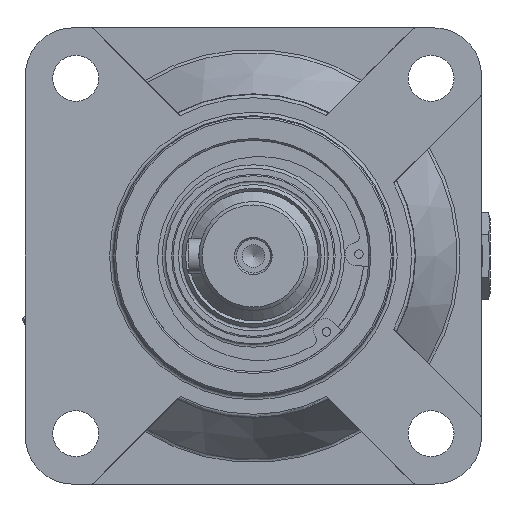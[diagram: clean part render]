
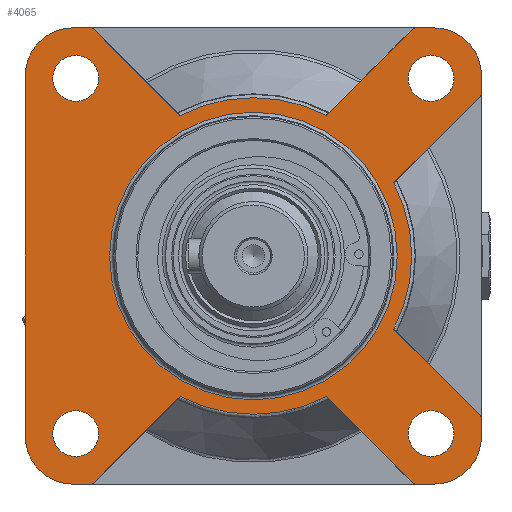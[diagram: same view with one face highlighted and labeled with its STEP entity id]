
A CAD part, left-side view. The second image highlights one B-rep face of the part: STEP entity #4065.
In plain terms, the highlighted planar face has unit normal (-1, 0, 0).
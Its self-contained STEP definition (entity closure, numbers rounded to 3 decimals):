
#477=LINE('',#7103,#651);
#478=LINE('',#7107,#652);
#479=LINE('',#7111,#653);
#480=LINE('',#7115,#654);
#481=LINE('',#7119,#655);
#482=LINE('',#7123,#656);
#483=LINE('',#7127,#657);
#484=LINE('',#7131,#658);
#485=LINE('',#7135,#659);
#486=LINE('',#7139,#660);
#487=LINE('',#7143,#661);
#488=LINE('',#7147,#662);
#489=LINE('',#7151,#663);
#651=VECTOR('',#5607,1000.);
#652=VECTOR('',#5610,1000.);
#653=VECTOR('',#5613,1000.);
#654=VECTOR('',#5616,1000.);
#655=VECTOR('',#5619,1000.);
#656=VECTOR('',#5622,1000.);
#657=VECTOR('',#5625,1000.);
#658=VECTOR('',#5628,1000.);
#659=VECTOR('',#5631,1000.);
#660=VECTOR('',#5634,1000.);
#661=VECTOR('',#5637,1000.);
#662=VECTOR('',#5640,1000.);
#663=VECTOR('',#5643,1000.);
#1435=ORIENTED_EDGE('',*,*,#2125,.F.);
#1436=ORIENTED_EDGE('',*,*,#2126,.F.);
#1437=ORIENTED_EDGE('',*,*,#2127,.F.);
#1438=ORIENTED_EDGE('',*,*,#2128,.F.);
#1439=ORIENTED_EDGE('',*,*,#2129,.F.);
#1440=ORIENTED_EDGE('',*,*,#2130,.F.);
#1441=ORIENTED_EDGE('',*,*,#2131,.F.);
#1442=ORIENTED_EDGE('',*,*,#2132,.F.);
#1443=ORIENTED_EDGE('',*,*,#2133,.F.);
#1444=ORIENTED_EDGE('',*,*,#2134,.F.);
#1445=ORIENTED_EDGE('',*,*,#2135,.F.);
#1446=ORIENTED_EDGE('',*,*,#2136,.F.);
#1447=ORIENTED_EDGE('',*,*,#2137,.F.);
#1448=ORIENTED_EDGE('',*,*,#2138,.F.);
#1449=ORIENTED_EDGE('',*,*,#2139,.F.);
#1450=ORIENTED_EDGE('',*,*,#2140,.F.);
#1451=ORIENTED_EDGE('',*,*,#2141,.F.);
#1452=ORIENTED_EDGE('',*,*,#2142,.F.);
#1453=ORIENTED_EDGE('',*,*,#2143,.F.);
#1454=ORIENTED_EDGE('',*,*,#2144,.F.);
#1455=ORIENTED_EDGE('',*,*,#2145,.F.);
#1456=ORIENTED_EDGE('',*,*,#2146,.F.);
#1457=ORIENTED_EDGE('',*,*,#2147,.F.);
#1458=ORIENTED_EDGE('',*,*,#2148,.F.);
#1459=ORIENTED_EDGE('',*,*,#2149,.F.);
#1460=ORIENTED_EDGE('',*,*,#2150,.F.);
#1461=ORIENTED_EDGE('',*,*,#2151,.T.);
#1462=ORIENTED_EDGE('',*,*,#2152,.T.);
#1463=ORIENTED_EDGE('',*,*,#2153,.T.);
#1464=ORIENTED_EDGE('',*,*,#2154,.T.);
#1465=ORIENTED_EDGE('',*,*,#2155,.T.);
#2125=EDGE_CURVE('',#2551,#2552,#2844,.T.);
#2126=EDGE_CURVE('',#2553,#2551,#477,.T.);
#2127=EDGE_CURVE('',#2554,#2553,#2845,.T.);
#2128=EDGE_CURVE('',#2555,#2554,#478,.T.);
#2129=EDGE_CURVE('',#2556,#2555,#2846,.T.);
#2130=EDGE_CURVE('',#2557,#2556,#479,.T.);
#2131=EDGE_CURVE('',#2558,#2557,#2847,.T.);
#2132=EDGE_CURVE('',#2559,#2558,#480,.T.);
#2133=EDGE_CURVE('',#2560,#2559,#2848,.T.);
#2134=EDGE_CURVE('',#2561,#2560,#481,.T.);
#2135=EDGE_CURVE('',#2562,#2561,#2849,.T.);
#2136=EDGE_CURVE('',#2563,#2562,#482,.T.);
#2137=EDGE_CURVE('',#2564,#2563,#2850,.T.);
#2138=EDGE_CURVE('',#2565,#2564,#483,.T.);
#2139=EDGE_CURVE('',#2566,#2565,#2851,.T.);
#2140=EDGE_CURVE('',#2567,#2566,#484,.T.);
#2141=EDGE_CURVE('',#2568,#2567,#2852,.T.);
#2142=EDGE_CURVE('',#2569,#2568,#485,.T.);
#2143=EDGE_CURVE('',#2570,#2569,#2853,.T.);
#2144=EDGE_CURVE('',#2571,#2570,#486,.T.);
#2145=EDGE_CURVE('',#2572,#2571,#2854,.T.);
#2146=EDGE_CURVE('',#2573,#2572,#487,.T.);
#2147=EDGE_CURVE('',#2574,#2573,#2855,.T.);
#2148=EDGE_CURVE('',#2575,#2574,#488,.T.);
#2149=EDGE_CURVE('',#2576,#2575,#2856,.T.);
#2150=EDGE_CURVE('',#2552,#2576,#489,.T.);
#2151=EDGE_CURVE('',#2577,#2577,#2857,.T.);
#2152=EDGE_CURVE('',#2578,#2578,#2858,.T.);
#2153=EDGE_CURVE('',#2579,#2579,#2859,.T.);
#2154=EDGE_CURVE('',#2580,#2580,#2860,.T.);
#2155=EDGE_CURVE('',#2581,#2581,#2861,.T.);
#2551=VERTEX_POINT('',#7101);
#2552=VERTEX_POINT('',#7102);
#2553=VERTEX_POINT('',#7104);
#2554=VERTEX_POINT('',#7106);
#2555=VERTEX_POINT('',#7108);
#2556=VERTEX_POINT('',#7110);
#2557=VERTEX_POINT('',#7112);
#2558=VERTEX_POINT('',#7114);
#2559=VERTEX_POINT('',#7116);
#2560=VERTEX_POINT('',#7118);
#2561=VERTEX_POINT('',#7120);
#2562=VERTEX_POINT('',#7122);
#2563=VERTEX_POINT('',#7124);
#2564=VERTEX_POINT('',#7126);
#2565=VERTEX_POINT('',#7128);
#2566=VERTEX_POINT('',#7130);
#2567=VERTEX_POINT('',#7132);
#2568=VERTEX_POINT('',#7134);
#2569=VERTEX_POINT('',#7136);
#2570=VERTEX_POINT('',#7138);
#2571=VERTEX_POINT('',#7140);
#2572=VERTEX_POINT('',#7142);
#2573=VERTEX_POINT('',#7144);
#2574=VERTEX_POINT('',#7146);
#2575=VERTEX_POINT('',#7148);
#2576=VERTEX_POINT('',#7150);
#2577=VERTEX_POINT('',#7153);
#2578=VERTEX_POINT('',#7155);
#2579=VERTEX_POINT('',#7157);
#2580=VERTEX_POINT('',#7159);
#2581=VERTEX_POINT('',#7161);
#2844=CIRCLE('',#4583,46.5);
#2845=CIRCLE('',#4584,1.);
#2846=CIRCLE('',#4585,14.);
#2847=CIRCLE('',#4586,14.);
#2848=CIRCLE('',#4587,1.);
#2849=CIRCLE('',#4588,46.5);
#2850=CIRCLE('',#4589,1.);
#2851=CIRCLE('',#4590,14.);
#2852=CIRCLE('',#4591,1.);
#2853=CIRCLE('',#4592,46.5);
#2854=CIRCLE('',#4593,1.);
#2855=CIRCLE('',#4594,14.);
#2856=CIRCLE('',#4595,1.);
#2857=CIRCLE('',#4596,6.75);
#2858=CIRCLE('',#4597,6.75);
#2859=CIRCLE('',#4598,6.75);
#2860=CIRCLE('',#4599,6.75);
#2861=CIRCLE('',#4600,42.25);
#3214=EDGE_LOOP('',(#1435,#1436,#1437,#1438,#1439,#1440,#1441,#1442,#1443,
#1444,#1445,#1446,#1447,#1448,#1449,#1450,#1451,#1452,#1453,#1454,#1455,
#1456,#1457,#1458,#1459,#1460));
#3215=EDGE_LOOP('',(#1461));
#3216=EDGE_LOOP('',(#1462));
#3217=EDGE_LOOP('',(#1463));
#3218=EDGE_LOOP('',(#1464));
#3219=EDGE_LOOP('',(#1465));
#3638=FACE_BOUND('',#3214,.T.);
#3639=FACE_BOUND('',#3215,.T.);
#3640=FACE_BOUND('',#3216,.T.);
#3641=FACE_BOUND('',#3217,.T.);
#3642=FACE_BOUND('',#3218,.T.);
#3643=FACE_BOUND('',#3219,.T.);
#3856=PLANE('',#4582);
#4065=ADVANCED_FACE('',(#3638,#3639,#3640,#3641,#3642,#3643),#3856,.F.);
#4582=AXIS2_PLACEMENT_3D('',#7099,#5603,#5604);
#4583=AXIS2_PLACEMENT_3D('',#7100,#5605,#5606);
#4584=AXIS2_PLACEMENT_3D('',#7105,#5608,#5609);
#4585=AXIS2_PLACEMENT_3D('',#7109,#5611,#5612);
#4586=AXIS2_PLACEMENT_3D('',#7113,#5614,#5615);
#4587=AXIS2_PLACEMENT_3D('',#7117,#5617,#5618);
#4588=AXIS2_PLACEMENT_3D('',#7121,#5620,#5621);
#4589=AXIS2_PLACEMENT_3D('',#7125,#5623,#5624);
#4590=AXIS2_PLACEMENT_3D('',#7129,#5626,#5627);
#4591=AXIS2_PLACEMENT_3D('',#7133,#5629,#5630);
#4592=AXIS2_PLACEMENT_3D('',#7137,#5632,#5633);
#4593=AXIS2_PLACEMENT_3D('',#7141,#5635,#5636);
#4594=AXIS2_PLACEMENT_3D('',#7145,#5638,#5639);
#4595=AXIS2_PLACEMENT_3D('',#7149,#5641,#5642);
#4596=AXIS2_PLACEMENT_3D('',#7152,#5644,#5645);
#4597=AXIS2_PLACEMENT_3D('',#7154,#5646,#5647);
#4598=AXIS2_PLACEMENT_3D('',#7156,#5648,#5649);
#4599=AXIS2_PLACEMENT_3D('',#7158,#5650,#5651);
#4600=AXIS2_PLACEMENT_3D('',#7160,#5652,#5653);
#5603=DIRECTION('',(1.,0.,0.));
#5604=DIRECTION('',(0.,0.,-1.));
#5605=DIRECTION('',(1.,0.,0.));
#5606=DIRECTION('',(0.,0.,-1.));
#5607=DIRECTION('',(0.,-0.707,0.707));
#5608=DIRECTION('',(1.,0.,0.));
#5609=DIRECTION('',(0.,0.,-1.));
#5610=DIRECTION('',(0.,0.,1.));
#5611=DIRECTION('',(1.,0.,0.));
#5612=DIRECTION('',(0.,0.,-1.));
#5613=DIRECTION('',(0.,1.,0.));
#5614=DIRECTION('',(1.,0.,0.));
#5615=DIRECTION('',(0.,0.,-1.));
#5616=DIRECTION('',(0.,0.,-1.));
#5617=DIRECTION('',(1.,0.,0.));
#5618=DIRECTION('',(0.,0.,-1.));
#5619=DIRECTION('',(0.,-0.707,-0.707));
#5620=DIRECTION('',(1.,0.,0.));
#5621=DIRECTION('',(0.,0.,-1.));
#5622=DIRECTION('',(0.,0.707,-0.707));
#5623=DIRECTION('',(1.,0.,0.));
#5624=DIRECTION('',(0.,0.,-1.));
#5625=DIRECTION('',(0.,0.,-1.));
#5626=DIRECTION('',(1.,0.,0.));
#5627=DIRECTION('',(0.,0.,-1.));
#5628=DIRECTION('',(0.,-1.,0.));
#5629=DIRECTION('',(1.,0.,0.));
#5630=DIRECTION('',(0.,0.,-1.));
#5631=DIRECTION('',(0.,-0.707,0.707));
#5632=DIRECTION('',(1.,0.,0.));
#5633=DIRECTION('',(0.,0.,-1.));
#5634=DIRECTION('',(0.,-0.707,-0.707));
#5635=DIRECTION('',(1.,0.,0.));
#5636=DIRECTION('',(0.,0.,-1.));
#5637=DIRECTION('',(0.,-1.,0.));
#5638=DIRECTION('',(1.,0.,0.));
#5639=DIRECTION('',(0.,0.,-1.));
#5640=DIRECTION('',(0.,0.,1.));
#5641=DIRECTION('',(1.,0.,0.));
#5642=DIRECTION('',(0.,0.,-1.));
#5643=DIRECTION('',(0.,0.707,0.707));
#5644=DIRECTION('',(1.,0.,0.));
#5645=DIRECTION('',(0.,0.,-1.));
#5646=DIRECTION('',(1.,0.,0.));
#5647=DIRECTION('',(0.,0.,-1.));
#5648=DIRECTION('',(1.,0.,0.));
#5649=DIRECTION('',(0.,0.,-1.));
#5650=DIRECTION('',(1.,0.,0.));
#5651=DIRECTION('',(0.,0.,-1.));
#5652=DIRECTION('',(1.,0.,0.));
#5653=DIRECTION('',(0.,0.,-1.));
#7099=CARTESIAN_POINT('',(0.,53.,53.));
#7100=CARTESIAN_POINT('',(0.,0.,0.));
#7101=CARTESIAN_POINT('',(0.,41.255,-21.455));
#7102=CARTESIAN_POINT('',(0.,41.255,21.455));
#7103=CARTESIAN_POINT('',(0.,66.707,-46.907));
#7104=CARTESIAN_POINT('',(0.,66.707,-46.907));
#7105=CARTESIAN_POINT('',(0.,66.,-47.614));
#7106=CARTESIAN_POINT('',(0.,67.,-47.614));
#7107=CARTESIAN_POINT('',(0.,67.,-53.));
#7108=CARTESIAN_POINT('',(0.,67.,-53.));
#7109=CARTESIAN_POINT('',(0.,53.,-53.));
#7110=CARTESIAN_POINT('',(0.,53.,-67.));
#7111=CARTESIAN_POINT('',(0.,-53.,-67.));
#7112=CARTESIAN_POINT('',(0.,-53.,-67.));
#7113=CARTESIAN_POINT('',(0.,-53.,-53.));
#7114=CARTESIAN_POINT('',(0.,-67.,-53.));
#7115=CARTESIAN_POINT('',(0.,-67.,53.));
#7116=CARTESIAN_POINT('',(0.,-67.,-47.614));
#7117=CARTESIAN_POINT('',(0.,-66.,-47.614));
#7118=CARTESIAN_POINT('',(0.,-66.707,-46.907));
#7119=CARTESIAN_POINT('',(0.,-40.141,-20.341));
#7120=CARTESIAN_POINT('',(0.,-41.255,-21.455));
#7121=CARTESIAN_POINT('',(0.,0.,0.));
#7122=CARTESIAN_POINT('',(0.,-41.255,21.455));
#7123=CARTESIAN_POINT('',(0.,-66.707,46.907));
#7124=CARTESIAN_POINT('',(0.,-66.707,46.907));
#7125=CARTESIAN_POINT('',(0.,-66.,47.614));
#7126=CARTESIAN_POINT('',(0.,-67.,47.614));
#7127=CARTESIAN_POINT('',(0.,-67.,53.));
#7128=CARTESIAN_POINT('',(0.,-67.,53.));
#7129=CARTESIAN_POINT('',(0.,-53.,53.));
#7130=CARTESIAN_POINT('',(0.,-53.,67.));
#7131=CARTESIAN_POINT('',(0.,53.,67.));
#7132=CARTESIAN_POINT('',(0.,-47.614,67.));
#7133=CARTESIAN_POINT('',(0.,-47.614,66.));
#7134=CARTESIAN_POINT('',(0.,-46.907,66.707));
#7135=CARTESIAN_POINT('',(0.,-20.341,40.141));
#7136=CARTESIAN_POINT('',(0.,-21.455,41.255));
#7137=CARTESIAN_POINT('',(0.,0.,0.));
#7138=CARTESIAN_POINT('',(0.,21.455,41.255));
#7139=CARTESIAN_POINT('',(0.,46.907,66.707));
#7140=CARTESIAN_POINT('',(0.,46.907,66.707));
#7141=CARTESIAN_POINT('',(0.,47.614,66.));
#7142=CARTESIAN_POINT('',(0.,47.614,67.));
#7143=CARTESIAN_POINT('',(0.,53.,67.));
#7144=CARTESIAN_POINT('',(0.,53.,67.));
#7145=CARTESIAN_POINT('',(0.,53.,53.));
#7146=CARTESIAN_POINT('',(0.,67.,53.));
#7147=CARTESIAN_POINT('',(0.,67.,-53.));
#7148=CARTESIAN_POINT('',(0.,67.,47.614));
#7149=CARTESIAN_POINT('',(0.,66.,47.614));
#7150=CARTESIAN_POINT('',(0.,66.707,46.907));
#7151=CARTESIAN_POINT('',(0.,40.141,20.341));
#7152=CARTESIAN_POINT('',(0.,52.184,-52.184));
#7153=CARTESIAN_POINT('',(0.,52.184,-58.934));
#7154=CARTESIAN_POINT('',(0.,-52.184,-52.184));
#7155=CARTESIAN_POINT('',(0.,-52.184,-58.934));
#7156=CARTESIAN_POINT('',(0.,-52.184,52.184));
#7157=CARTESIAN_POINT('',(0.,-52.184,45.434));
#7158=CARTESIAN_POINT('',(0.,52.184,52.184));
#7159=CARTESIAN_POINT('',(0.,52.184,45.434));
#7160=CARTESIAN_POINT('',(0.,0.,0.));
#7161=CARTESIAN_POINT('',(0.,0.,-42.25));
